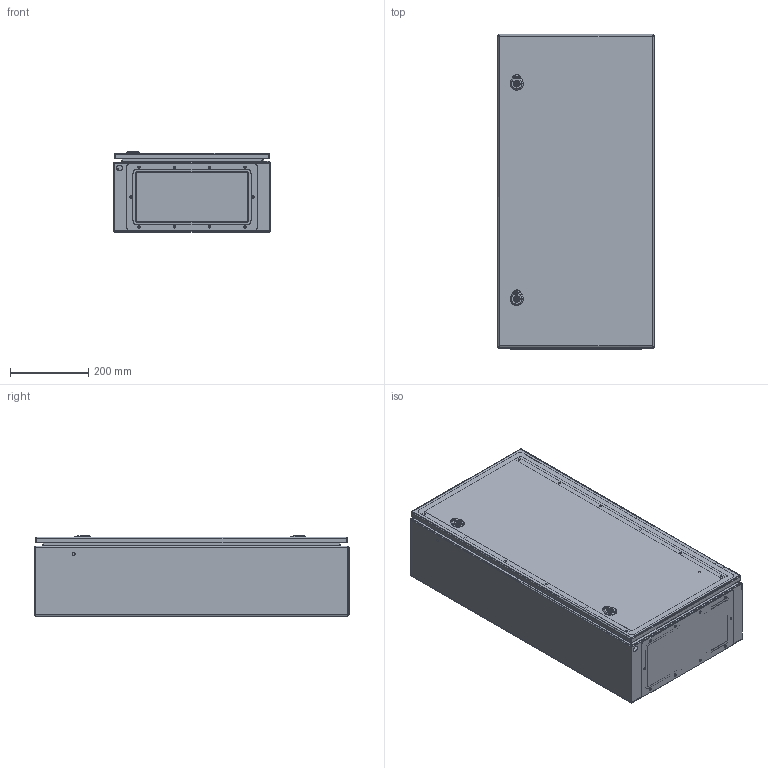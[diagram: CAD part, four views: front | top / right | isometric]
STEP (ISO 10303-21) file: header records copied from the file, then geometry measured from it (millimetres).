
FILE_DESCRIPTION(/* description */ (''),/* implementation_level */ '2;1');
FILE_NAME(/* name */ 'GN804020.stp',/* time_stamp */ '2020-04-28T09:32:56+02:00',/* author */ (''),/* organization */ (''),/* preprocessor_version */ 'ST-DEVELOPER v16.7',/* originating_system */ 'SIEMENS PLM Software NX 12.0',/* authorisation */ '');
FILE_SCHEMA (('AUTOMOTIVE_DESIGN { 1 0 10303 214 3 1 1 1 }'));
Products named in the file (8): CUERPO_804020; TAPA_332X172; PUERTA_8040; CIE LI DB5 1P PA_PA 22X35133; 500.P001-02-BISAGRA CUERPO ARGENTA_stp; ALZADOR PLACAS ARGENTA; PL8040; GN804020_stp
Assembly tree (13 placements, depth 2):
  GN804020_stp
    PL8040
    ALZADOR PLACAS ARGENTA  x4
    500.P001-02-BISAGRA CUERPO ARGENTA_stp  x3
    CIE LI DB5 1P PA_PA 22X35133  x2
    PUERTA_8040
    TAPA_332X172
    CUERPO_804020
Bounding box: 400 x 803 x 205.65 mm (x, y, z)
Volume: 2713359.6 mm3; surface area: 3217730.9 mm2
Topology: 42 solids, 42 shells, 1587 faces, 3955 edges, 2474 vertices
Faces by surface type: plane 734, cylinder 593, bspline 120, cone 52, torus 50, sphere 38
Full cylindrical faces by diameter (mm): 3 x22, 3.5 x46, 5 x12, 5.2 x12, 6 x10, 7 x7, 9 x12, 10 x2, 12 x4, 14 x2, 15.1 x1, 16.25 x2, 17 x4, 19.3 x2
Entity records: 68931 total; most frequent: CARTESIAN_POINT 41242, ORIENTED_EDGE 5112, DIRECTION 5002, EDGE_CURVE 2556, AXIS2_PLACEMENT_3D 1820, VERTEX_POINT 1670, EDGE_LOOP 1472, LINE 1362
